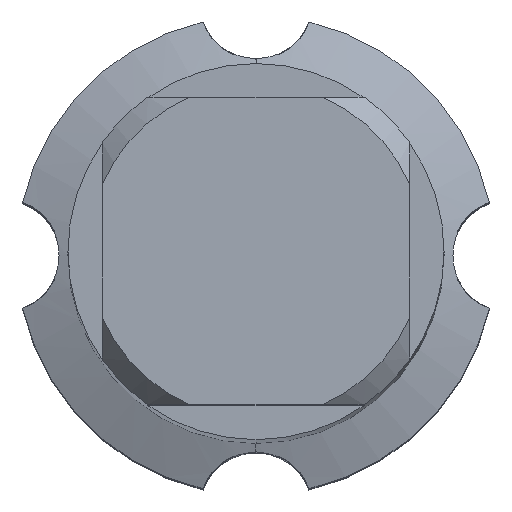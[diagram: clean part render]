
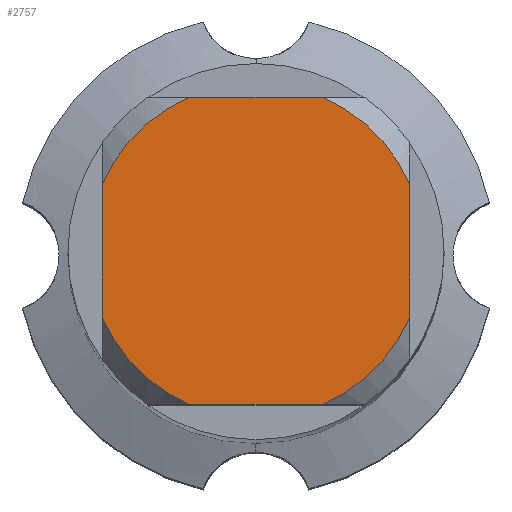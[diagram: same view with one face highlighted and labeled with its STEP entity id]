
A CAD part, top view. The second image highlights one B-rep face of the part: STEP entity #2757.
In plain terms, the highlighted planar face has unit normal (0, 0, 1).
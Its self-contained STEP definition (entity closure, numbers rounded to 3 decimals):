
#2223=EDGE_CURVE('',#4227,#3443,#6009,.T.);
#2299=EDGE_CURVE('',#5147,#2691,#6092,.T.);
#2515=VERTEX_POINT('',#6328);
#2665=EDGE_CURVE('',#5249,#5163,#6491,.T.);
#2691=VERTEX_POINT('',#6520);
#2757=ADVANCED_FACE('',(#6589),#6590,.T.);
#3291=EDGE_CURVE('',#5249,#3443,#7163,.T.);
#3429=EDGE_CURVE('',#2515,#5615,#7316,.T.);
#3443=VERTEX_POINT('',#7334);
#4069=EDGE_CURVE('',#5147,#5615,#8014,.T.);
#4167=EDGE_CURVE('',#4227,#2691,#8120,.T.);
#4227=VERTEX_POINT('',#8188);
#5147=VERTEX_POINT('',#9176);
#5159=EDGE_CURVE('',#2515,#5163,#9188,.T.);
#5163=VERTEX_POINT('',#9192);
#5249=VERTEX_POINT('',#9284);
#5615=VERTEX_POINT('',#9687);
#6009=CIRCLE('',#10362,4.9);
#6092=CIRCLE('',#10528,4.9);
#6328=CARTESIAN_POINT('',(4.5,-1.939,0.0));
#6491=CIRCLE('',#11253,4.9);
#6520=CARTESIAN_POINT('',(-4.5,-1.939,0.0));
#6589=FACE_OUTER_BOUND('',#11436,.T.);
#6590=PLANE('',#11437);
#7163=LINE('',#12699,#12700);
#7316=CIRCLE('',#13018,4.9);
#7334=CARTESIAN_POINT('',(-1.939,4.5,0.0));
#8014=LINE('',#14331,#14332);
#8120=LINE('',#14531,#14532);
#8188=CARTESIAN_POINT('',(-4.5,1.939,0.0));
#9176=CARTESIAN_POINT('',(-1.939,-4.5,0.0));
#9188=LINE('',#16570,#16571);
#9192=CARTESIAN_POINT('',(4.5,1.939,0.0));
#9284=CARTESIAN_POINT('',(1.939,4.5,0.0));
#9687=CARTESIAN_POINT('',(1.939,-4.5,0.0));
#10362=AXIS2_PLACEMENT_3D('',#17856,#17857,#17858);
#10528=AXIS2_PLACEMENT_3D('',#17937,#17938,#17939);
#11253=AXIS2_PLACEMENT_3D('',#18453,#18454,#18455);
#11436=EDGE_LOOP('',(#18535,#18536,#18537,#18538,#18539,#18540,#18541,#18542));
#11437=AXIS2_PLACEMENT_3D('',#18543,#18544,#18545);
#12699=CARTESIAN_POINT('',(0.0,4.5,0.0));
#12700=VECTOR('',#19164,1.0);
#13018=AXIS2_PLACEMENT_3D('',#19336,#19337,#19338);
#14331=CARTESIAN_POINT('',(0.0,-4.5,0.0));
#14332=VECTOR('',#20006,1.0);
#14531=CARTESIAN_POINT('',(-4.5,1.225,0.0));
#14532=VECTOR('',#20112,1.0);
#16570=CARTESIAN_POINT('',(4.5,1.225,0.0));
#16571=VECTOR('',#21340,1.0);
#17856=CARTESIAN_POINT('',(0.0,0.0,0.0));
#17857=DIRECTION('',(0.0,0.0,-1.0));
#17858=DIRECTION('',(0.0,1.0,0.0));
#17937=CARTESIAN_POINT('',(0.0,0.0,0.0));
#17938=DIRECTION('',(0.0,0.0,-1.0));
#17939=DIRECTION('',(0.0,1.0,0.0));
#18453=CARTESIAN_POINT('',(0.0,0.0,0.0));
#18454=DIRECTION('',(0.0,0.0,-1.0));
#18455=DIRECTION('',(0.0,1.0,0.0));
#18535=ORIENTED_EDGE('',*,*,#4167,.T.);
#18536=ORIENTED_EDGE('',*,*,#2299,.F.);
#18537=ORIENTED_EDGE('',*,*,#4069,.T.);
#18538=ORIENTED_EDGE('',*,*,#3429,.F.);
#18539=ORIENTED_EDGE('',*,*,#5159,.T.);
#18540=ORIENTED_EDGE('',*,*,#2665,.F.);
#18541=ORIENTED_EDGE('',*,*,#3291,.T.);
#18542=ORIENTED_EDGE('',*,*,#2223,.F.);
#18543=CARTESIAN_POINT('',(0.0,2.45,0.0));
#18544=DIRECTION('',(-0.0,0.0,1.0));
#18545=DIRECTION('',(0.0,-1.0,0.0));
#19164=DIRECTION('',(-1.0,0.0,0.0));
#19336=CARTESIAN_POINT('',(0.0,0.0,0.0));
#19337=DIRECTION('',(0.0,0.0,-1.0));
#19338=DIRECTION('',(0.0,1.0,0.0));
#20006=DIRECTION('',(1.0,0.0,0.0));
#20112=DIRECTION('',(-0.0,-1.0,0.0));
#21340=DIRECTION('',(-0.0,1.0,0.0));
